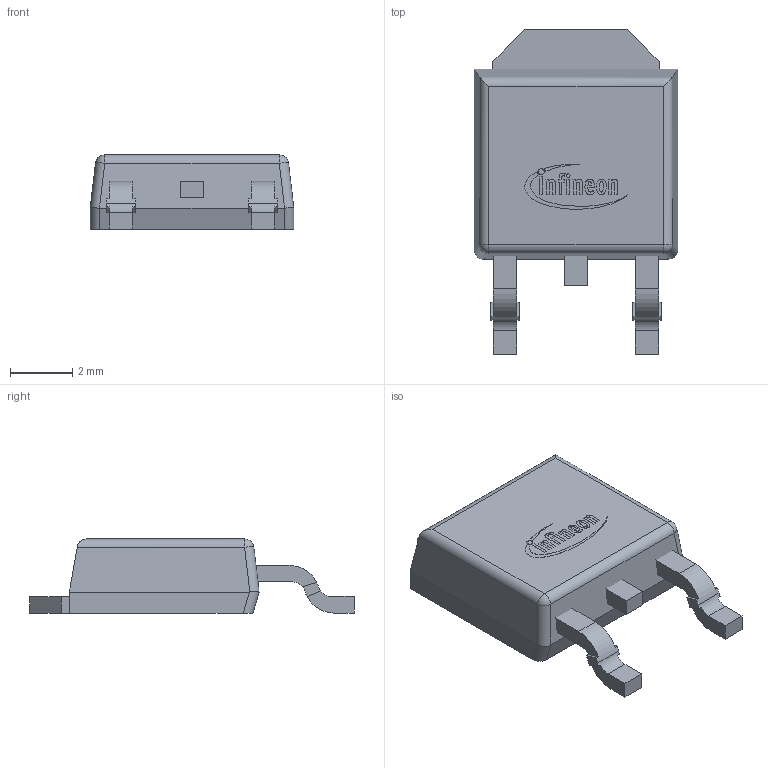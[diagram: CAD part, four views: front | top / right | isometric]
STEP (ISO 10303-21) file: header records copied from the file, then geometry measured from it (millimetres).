
FILE_DESCRIPTION(/* description */ (''),/* implementation_level */ '2;1');
FILE_NAME(/* name */ '1.stp',/* time_stamp */ '2019-09-05T14:24:07+02:00',/* author */ ('Lord_voldmort'),/* organization */ (''),/* preprocessor_version */ 'ST-DEVELOPER v17.2',/* originating_system */ 'Autodesk Inventor 2019',/* authorisation */ '');
FILE_SCHEMA (('AUTOMOTIVE_DESIGN { 1 0 10303 214 3 1 1 }'));
Length unit declared in the file: millimetre
Products named in the file (4): 1; 1_1; 2; Infineon
Assembly tree (3 placements, depth 2):
  1
    1_1
    2
    Infineon
Bounding box: 6.54 x 10.42 x 2.38 mm (x, y, z)
Volume: 108.1 mm3; surface area: 227.8 mm2
Topology: 17 solids, 17 shells, 219 faces, 547 edges, 362 vertices
Faces by surface type: plane 127, bspline 74, cylinder 16, sphere 2
Entity records: 7057 total; most frequent: CARTESIAN_POINT 2071, ORIENTED_EDGE 1094, DIRECTION 785, EDGE_CURVE 547, VERTEX_POINT 362, LINE 349, VECTOR 349, EDGE_LOOP 223
